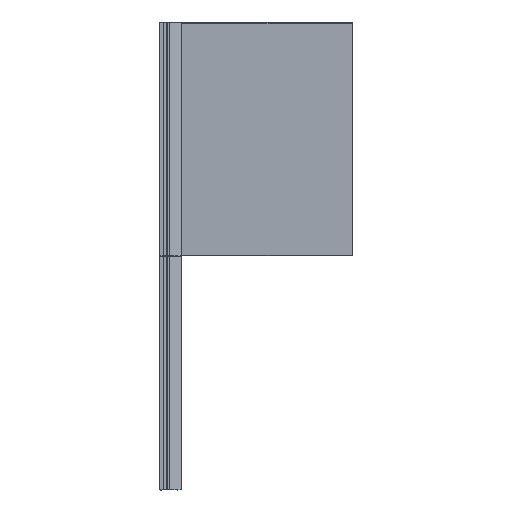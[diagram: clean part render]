
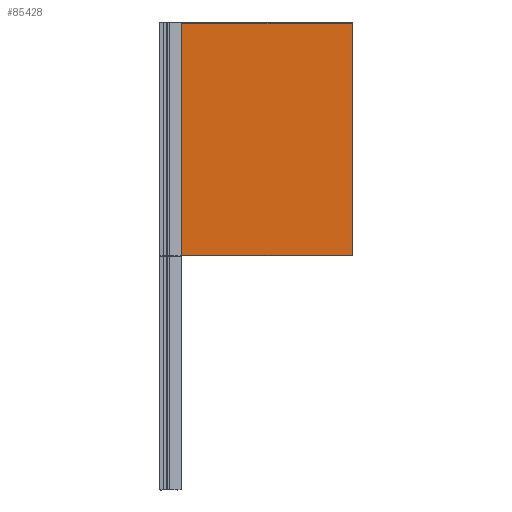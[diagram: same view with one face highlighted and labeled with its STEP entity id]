
A CAD part, front view. The second image highlights one B-rep face of the part: STEP entity #85428.
In plain terms, the highlighted face is planar.
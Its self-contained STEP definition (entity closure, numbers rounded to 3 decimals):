
#1233 = VERTEX_POINT ( 'NONE', #68238 ) ;
#3684 = CARTESIAN_POINT ( 'NONE',  ( 1495., 1199., -8.38 ) ) ;
#4948 = ORIENTED_EDGE ( 'NONE', *, *, #76119, .T. ) ;
#4972 = VECTOR ( 'NONE', #66424, 1000. ) ;
#5256 = VERTEX_POINT ( 'NONE', #113698 ) ;
#8193 = DIRECTION ( 'NONE',  ( -1., 0., 0. ) ) ;
#15662 = CIRCLE ( 'NONE', #54021, 12.5 ) ;
#20595 = DIRECTION ( 'NONE',  ( -1., 0., 0. ) ) ;
#23779 = EDGE_CURVE ( 'NONE', #5256, #118714, #117317, .T. ) ;
#23913 = DIRECTION ( 'NONE',  ( 1., 0., 0. ) ) ;
#25525 = VECTOR ( 'NONE', #110876, 1000. ) ;
#25881 = DIRECTION ( 'NONE',  ( 1., 0., 0. ) ) ;
#27100 = ORIENTED_EDGE ( 'NONE', *, *, #29964, .T. ) ;
#29964 = EDGE_CURVE ( 'NONE', #118714, #111946, #15662, .T. ) ;
#32511 = ORIENTED_EDGE ( 'NONE', *, *, #79630, .T. ) ;
#32767 = FACE_OUTER_BOUND ( 'NONE', #131205, .T. ) ;
#37836 = DIRECTION ( 'NONE',  ( 0., 0., -1. ) ) ;
#37999 = DIRECTION ( 'NONE',  ( 0., 0., -1. ) ) ;
#39008 = VECTOR ( 'NONE', #23913, 1000. ) ;
#39250 = VERTEX_POINT ( 'NONE', #112956 ) ;
#41176 = CIRCLE ( 'NONE', #117959, 12.5 ) ;
#41942 = CARTESIAN_POINT ( 'NONE',  ( 0., 52., -8.38 ) ) ;
#43871 = LINE ( 'NONE', #59471, #25525 ) ;
#46545 = LINE ( 'NONE', #76573, #110261 ) ;
#46643 = ORIENTED_EDGE ( 'NONE', *, *, #120553, .F. ) ;
#46918 = CARTESIAN_POINT ( 'NONE',  ( 1., 52., -8.38 ) ) ;
#47130 = CARTESIAN_POINT ( 'NONE',  ( 1494., 52., -8.38 ) ) ;
#47402 = AXIS2_PLACEMENT_3D ( 'NONE', #123150, #37999, #130070 ) ;
#48532 = DIRECTION ( 'NONE',  ( -1., 0., 0. ) ) ;
#49163 = LINE ( 'NONE', #89872, #124301 ) ;
#49971 = LINE ( 'NONE', #91309, #115852 ) ;
#50515 = DIRECTION ( 'NONE',  ( 0., 0., 1. ) ) ;
#51296 = EDGE_CURVE ( 'NONE', #88289, #1233, #124043, .T. ) ;
#53406 = PLANE ( 'NONE',  #56770 ) ;
#53539 = ORIENTED_EDGE ( 'NONE', *, *, #51296, .F. ) ;
#54007 = VERTEX_POINT ( 'NONE', #126803 ) ;
#54021 = AXIS2_PLACEMENT_3D ( 'NONE', #60539, #50515, #90584 ) ;
#56770 = AXIS2_PLACEMENT_3D ( 'NONE', #94133, #98604, #48532 ) ;
#59471 = CARTESIAN_POINT ( 'NONE',  ( 1., 1200., -8.38 ) ) ;
#60266 = VERTEX_POINT ( 'NONE', #47130 ) ;
#60539 = CARTESIAN_POINT ( 'NONE',  ( 35.5, 39.5, -8.38 ) ) ;
#62806 = CARTESIAN_POINT ( 'NONE',  ( 1., 1199., -8.38 ) ) ;
#64276 = EDGE_CURVE ( 'NONE', #39250, #88289, #121989, .T. ) ;
#64534 = CARTESIAN_POINT ( 'NONE',  ( 35.5, 27., -8.38 ) ) ;
#65644 = VECTOR ( 'NONE', #20595, 1000. ) ;
#65859 = CARTESIAN_POINT ( 'NONE',  ( 1459.5, 27., -8.38 ) ) ;
#66424 = DIRECTION ( 'NONE',  ( 1., 0., 0. ) ) ;
#66682 = EDGE_CURVE ( 'NONE', #101287, #77350, #43871, .T. ) ;
#68238 = CARTESIAN_POINT ( 'NONE',  ( 1447., 39.5, -8.38 ) ) ;
#69711 = EDGE_CURVE ( 'NONE', #111946, #101287, #103328, .T. ) ;
#71599 = ORIENTED_EDGE ( 'NONE', *, *, #69711, .T. ) ;
#73353 = VECTOR ( 'NONE', #8193, 1000. ) ;
#73815 = EDGE_CURVE ( 'NONE', #95198, #60266, #127885, .T. ) ;
#74378 = CARTESIAN_POINT ( 'NONE',  ( 35.5, 52., -8.38 ) ) ;
#75649 = ORIENTED_EDGE ( 'NONE', *, *, #64276, .F. ) ;
#76119 = EDGE_CURVE ( 'NONE', #77350, #95198, #117808, .T. ) ;
#76573 = CARTESIAN_POINT ( 'NONE',  ( 1495., 52., -8.38 ) ) ;
#77350 = VERTEX_POINT ( 'NONE', #62806 ) ;
#77434 = VECTOR ( 'NONE', #91939, 1000. ) ;
#77894 = CARTESIAN_POINT ( 'NONE',  ( 1459.5, 39.5, -8.38 ) ) ;
#79630 = EDGE_CURVE ( 'NONE', #131518, #5256, #49163, .T. ) ;
#79646 = EDGE_CURVE ( 'NONE', #1233, #54007, #41176, .T. ) ;
#80265 = LINE ( 'NONE', #120323, #73353 ) ;
#84180 = CARTESIAN_POINT ( 'NONE',  ( 1494., 1., -8.38 ) ) ;
#84617 = CARTESIAN_POINT ( 'NONE',  ( 0., 27., -8.38 ) ) ;
#85428 = ADVANCED_FACE ( 'NONE', ( #32767 ), #53406, .T. ) ;
#88289 = VERTEX_POINT ( 'NONE', #65859 ) ;
#89832 = ORIENTED_EDGE ( 'NONE', *, *, #66682, .T. ) ;
#89872 = CARTESIAN_POINT ( 'NONE',  ( 1., 1200., -8.38 ) ) ;
#90584 = DIRECTION ( 'NONE',  ( 1., 0., 0. ) ) ;
#91309 = CARTESIAN_POINT ( 'NONE',  ( 1494., 0., -8.38 ) ) ;
#91939 = DIRECTION ( 'NONE',  ( -1., 0., 0. ) ) ;
#93404 = CARTESIAN_POINT ( 'NONE',  ( 1., 1., -8.38 ) ) ;
#94133 = CARTESIAN_POINT ( 'NONE',  ( 0., 0., -8.38 ) ) ;
#94221 = VECTOR ( 'NONE', #118550, 1000. ) ;
#95198 = VERTEX_POINT ( 'NONE', #102957 ) ;
#98582 = DIRECTION ( 'NONE',  ( -1., 0., 0. ) ) ;
#98604 = DIRECTION ( 'NONE',  ( 0., 0., -1. ) ) ;
#98870 = ORIENTED_EDGE ( 'NONE', *, *, #132009, .T. ) ;
#101287 = VERTEX_POINT ( 'NONE', #46918 ) ;
#101616 = EDGE_CURVE ( 'NONE', #115065, #131518, #80265, .T. ) ;
#101959 = CARTESIAN_POINT ( 'NONE',  ( 1495., 27., -8.38 ) ) ;
#102625 = DIRECTION ( 'NONE',  ( 0., -1., 0. ) ) ;
#102957 = CARTESIAN_POINT ( 'NONE',  ( 1494., 1199., -8.38 ) ) ;
#103328 = LINE ( 'NONE', #41942, #65644 ) ;
#110261 = VECTOR ( 'NONE', #25881, 1000. ) ;
#110876 = DIRECTION ( 'NONE',  ( 0., 1., 0. ) ) ;
#111946 = VERTEX_POINT ( 'NONE', #74378 ) ;
#112956 = CARTESIAN_POINT ( 'NONE',  ( 1494., 27., -8.38 ) ) ;
#113698 = CARTESIAN_POINT ( 'NONE',  ( 1., 27., -8.38 ) ) ;
#115065 = VERTEX_POINT ( 'NONE', #84180 ) ;
#115852 = VECTOR ( 'NONE', #102625, 1000. ) ;
#117317 = LINE ( 'NONE', #84617, #39008 ) ;
#117808 = LINE ( 'NONE', #3684, #4972 ) ;
#117959 = AXIS2_PLACEMENT_3D ( 'NONE', #77894, #37836, #98582 ) ;
#118550 = DIRECTION ( 'NONE',  ( 0., -1., 0. ) ) ;
#118714 = VERTEX_POINT ( 'NONE', #64534 ) ;
#120323 = CARTESIAN_POINT ( 'NONE',  ( 0., 1., -8.38 ) ) ;
#120553 = EDGE_CURVE ( 'NONE', #54007, #60266, #46545, .T. ) ;
#121989 = LINE ( 'NONE', #101959, #77434 ) ;
#123150 = CARTESIAN_POINT ( 'NONE',  ( 1459.5, 39.5, -8.38 ) ) ;
#124043 = CIRCLE ( 'NONE', #47402, 12.5 ) ;
#124301 = VECTOR ( 'NONE', #128608, 1000. ) ;
#125568 = ORIENTED_EDGE ( 'NONE', *, *, #101616, .T. ) ;
#125885 = ORIENTED_EDGE ( 'NONE', *, *, #23779, .T. ) ;
#126803 = CARTESIAN_POINT ( 'NONE',  ( 1459.5, 52., -8.38 ) ) ;
#126879 = ORIENTED_EDGE ( 'NONE', *, *, #73815, .T. ) ;
#127203 = ORIENTED_EDGE ( 'NONE', *, *, #79646, .F. ) ;
#127885 = LINE ( 'NONE', #128557, #94221 ) ;
#128557 = CARTESIAN_POINT ( 'NONE',  ( 1494., 0., -8.38 ) ) ;
#128608 = DIRECTION ( 'NONE',  ( 0., 1., 0. ) ) ;
#130070 = DIRECTION ( 'NONE',  ( -1., 0., 0. ) ) ;
#131205 = EDGE_LOOP ( 'NONE', ( #32511, #125885, #27100, #71599, #89832, #4948, #126879, #46643, #127203, #53539, #75649, #98870, #125568 ) ) ;
#131518 = VERTEX_POINT ( 'NONE', #93404 ) ;
#132009 = EDGE_CURVE ( 'NONE', #39250, #115065, #49971, .T. ) ;
